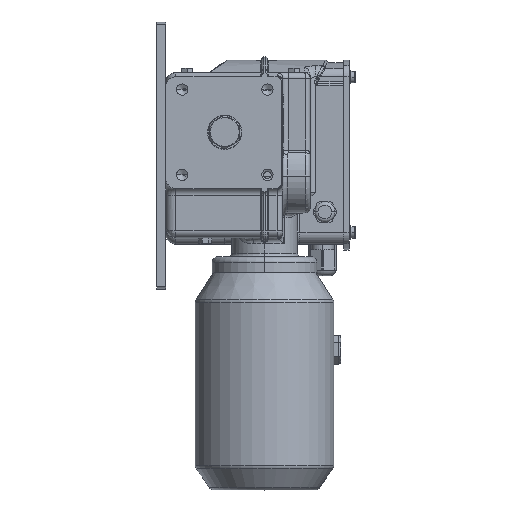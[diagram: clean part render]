
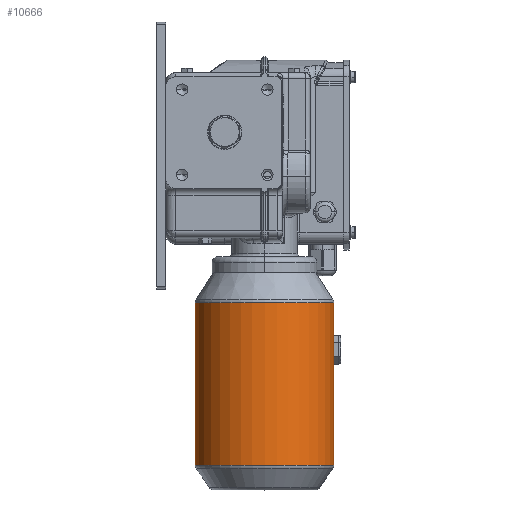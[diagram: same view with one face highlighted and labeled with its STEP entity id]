
A CAD part, top view. The second image highlights one B-rep face of the part: STEP entity #10666.
In plain terms, the highlighted cylindrical face has radius 61 mm (diameter 122 mm), a partial arc.
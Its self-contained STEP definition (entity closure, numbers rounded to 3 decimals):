
#146 = VERTEX_POINT ( 'NONE', #4176 ) ;
#945 = CARTESIAN_POINT ( 'NONE',  ( 0., -169.424, -61. ) ) ;
#1100 = VERTEX_POINT ( 'NONE', #13755 ) ;
#2069 = DIRECTION ( 'NONE',  ( 0., 0., 1. ) ) ;
#3426 = CYLINDRICAL_SURFACE ( 'NONE', #13846, 61. ) ;
#4102 = DIRECTION ( 'NONE',  ( 0., 1., 0. ) ) ;
#4137 = LINE ( 'NONE', #19713, #10796 ) ;
#4176 = CARTESIAN_POINT ( 'NONE',  ( 0., -169.424, 61. ) ) ;
#5114 = EDGE_LOOP ( 'NONE', ( #19287, #13726, #16255, #18412 ) ) ;
#5189 = CARTESIAN_POINT ( 'NONE',  ( 0., 0., 0. ) ) ;
#6972 = DIRECTION ( 'NONE',  ( 0., 0., -1. ) ) ;
#7112 = VERTEX_POINT ( 'NONE', #945 ) ;
#7238 = EDGE_CURVE ( 'NONE', #7112, #18953, #4137, .T. ) ;
#8669 = AXIS2_PLACEMENT_3D ( 'NONE', #14648, #13291, #6972 ) ;
#8843 = EDGE_CURVE ( 'NONE', #1100, #18953, #13765, .T. ) ;
#9165 = CARTESIAN_POINT ( 'NONE',  ( 0., -26.463, 0. ) ) ;
#10666 = ADVANCED_FACE ( 'NONE', ( #14530 ), #3426, .T. ) ;
#10741 = CARTESIAN_POINT ( 'NONE',  ( 0., 0., 61. ) ) ;
#10796 = VECTOR ( 'NONE', #11711, 1000. ) ;
#11206 = CARTESIAN_POINT ( 'NONE',  ( 0., -26.463, -61. ) ) ;
#11516 = DIRECTION ( 'NONE',  ( 0., 1., 0. ) ) ;
#11711 = DIRECTION ( 'NONE',  ( 0., 1., 0. ) ) ;
#11988 = LINE ( 'NONE', #10741, #18888 ) ;
#13291 = DIRECTION ( 'NONE',  ( 0., 1., 0. ) ) ;
#13510 = DIRECTION ( 'NONE',  ( 0., 0., -1. ) ) ;
#13726 = ORIENTED_EDGE ( 'NONE', *, *, #17514, .T. ) ;
#13755 = CARTESIAN_POINT ( 'NONE',  ( 0., -26.463, 61. ) ) ;
#13765 = CIRCLE ( 'NONE', #19087, 61. ) ;
#13846 = AXIS2_PLACEMENT_3D ( 'NONE', #5189, #11516, #2069 ) ;
#14530 = FACE_OUTER_BOUND ( 'NONE', #5114, .T. ) ;
#14648 = CARTESIAN_POINT ( 'NONE',  ( 0., -169.424, 0. ) ) ;
#16255 = ORIENTED_EDGE ( 'NONE', *, *, #16276, .T. ) ;
#16276 = EDGE_CURVE ( 'NONE', #146, #1100, #11988, .T. ) ;
#17514 = EDGE_CURVE ( 'NONE', #7112, #146, #17929, .T. ) ;
#17929 = CIRCLE ( 'NONE', #8669, 61. ) ;
#18409 = DIRECTION ( 'NONE',  ( 0., -1., 0. ) ) ;
#18412 = ORIENTED_EDGE ( 'NONE', *, *, #8843, .T. ) ;
#18888 = VECTOR ( 'NONE', #4102, 1000. ) ;
#18953 = VERTEX_POINT ( 'NONE', #11206 ) ;
#19087 = AXIS2_PLACEMENT_3D ( 'NONE', #9165, #18409, #13510 ) ;
#19287 = ORIENTED_EDGE ( 'NONE', *, *, #7238, .F. ) ;
#19713 = CARTESIAN_POINT ( 'NONE',  ( 0., 0., -61. ) ) ;
